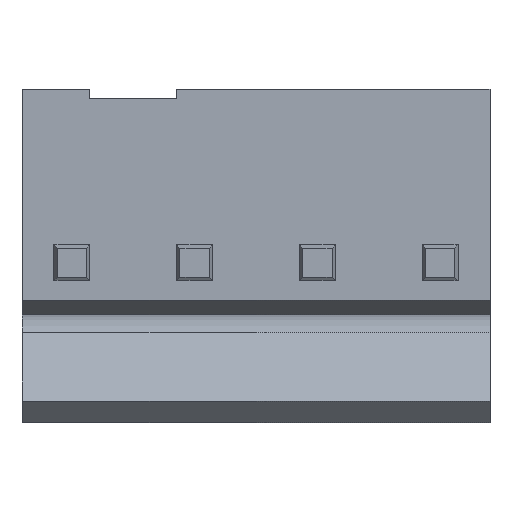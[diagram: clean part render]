
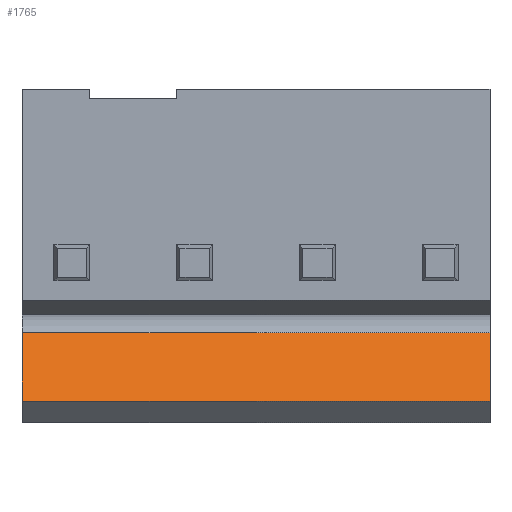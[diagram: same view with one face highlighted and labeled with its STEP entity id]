
A CAD part, top view. The second image highlights one B-rep face of the part: STEP entity #1765.
In plain terms, the highlighted planar face has unit normal (0, 0.706, 0.709).
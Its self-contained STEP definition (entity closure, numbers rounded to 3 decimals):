
#44 = PLANE('',#45);
#45 = AXIS2_PLACEMENT_3D('',#46,#47,#48);
#46 = CARTESIAN_POINT('',(13.48,-1.152,4.474));
#47 = DIRECTION('',(1.,0.,-0.));
#48 = DIRECTION('',(-0.,0.,-1.));
#316 = VERTEX_POINT('',#317);
#317 = CARTESIAN_POINT('',(13.48,-2.25,10.06));
#332 = CYLINDRICAL_SURFACE('',#333,1.996);
#333 = AXIS2_PLACEMENT_3D('',#334,#335,#336);
#334 = CARTESIAN_POINT('',(13.48,-3.656,8.643));
#335 = DIRECTION('',(1.,0.,0.));
#336 = DIRECTION('',(0.,0.82,-0.573));
#344 = EDGE_CURVE('',#316,#345,#347,.T.);
#345 = VERTEX_POINT('',#346);
#346 = CARTESIAN_POINT('',(13.48,-4.46,12.26));
#347 = SURFACE_CURVE('',#348,(#352,#359),.PCURVE_S1.);
#348 = LINE('',#349,#350);
#349 = CARTESIAN_POINT('',(13.48,-2.25,10.06));
#350 = VECTOR('',#351,1.);
#351 = DIRECTION('',(0.,-0.709,0.706)
);
#352 = PCURVE('',#44,#353);
#353 = DEFINITIONAL_REPRESENTATION('',(#354),#358);
#354 = LINE('',#355,#356);
#355 = CARTESIAN_POINT('',(-5.586,-1.098));
#356 = VECTOR('',#357,1.);
#357 = DIRECTION('',(-0.706,-0.709));
#358 = ( GEOMETRIC_REPRESENTATION_CONTEXT(2)
PARAMETRIC_REPRESENTATION_CONTEXT() REPRESENTATION_CONTEXT('2D SPACE',''
) );
#359 = PCURVE('',#360,#365);
#360 = PLANE('',#361);
#361 = AXIS2_PLACEMENT_3D('',#362,#363,#364);
#362 = CARTESIAN_POINT('',(13.48,-2.25,10.06));
#363 = DIRECTION('',(0.,0.706,0.709));
#364 = DIRECTION('',(0.,-0.709,0.706)
);
#365 = DEFINITIONAL_REPRESENTATION('',(#366),#370);
#366 = LINE('',#367,#368);
#367 = CARTESIAN_POINT('',(0.,0.));
#368 = VECTOR('',#369,1.);
#369 = DIRECTION('',(1.,0.));
#370 = ( GEOMETRIC_REPRESENTATION_CONTEXT(2)
PARAMETRIC_REPRESENTATION_CONTEXT() REPRESENTATION_CONTEXT('2D SPACE',''
) );
#388 = PLANE('',#389);
#389 = AXIS2_PLACEMENT_3D('',#390,#391,#392);
#390 = CARTESIAN_POINT('',(13.48,-4.46,12.26));
#391 = DIRECTION('',(0.,-0.712,0.702)
);
#392 = DIRECTION('',(0.,-0.702,-0.712
));
#836 = PLANE('',#837);
#837 = AXIS2_PLACEMENT_3D('',#838,#839,#840);
#838 = CARTESIAN_POINT('',(-1.6,-1.152,4.474));
#839 = DIRECTION('',(1.,0.,-0.));
#840 = DIRECTION('',(-0.,0.,-1.));
#1721 = VERTEX_POINT('',#1722);
#1722 = CARTESIAN_POINT('',(-1.6,-2.25,10.06));
#1744 = EDGE_CURVE('',#316,#1721,#1745,.T.);
#1745 = SURFACE_CURVE('',#1746,(#1750,#1757),.PCURVE_S1.);
#1746 = LINE('',#1747,#1748);
#1747 = CARTESIAN_POINT('',(13.48,-2.25,10.06));
#1748 = VECTOR('',#1749,1.);
#1749 = DIRECTION('',(-1.,0.,0.));
#1750 = PCURVE('',#332,#1751);
#1751 = DEFINITIONAL_REPRESENTATION('',(#1752),#1756);
#1752 = LINE('',#1753,#1754);
#1753 = CARTESIAN_POINT('',(1.399,0.));
#1754 = VECTOR('',#1755,1.);
#1755 = DIRECTION('',(0.,-1.));
#1756 = ( GEOMETRIC_REPRESENTATION_CONTEXT(2)
PARAMETRIC_REPRESENTATION_CONTEXT() REPRESENTATION_CONTEXT('2D SPACE',''
) );
#1757 = PCURVE('',#360,#1758);
#1758 = DEFINITIONAL_REPRESENTATION('',(#1759),#1763);
#1759 = LINE('',#1760,#1761);
#1760 = CARTESIAN_POINT('',(0.,0.));
#1761 = VECTOR('',#1762,1.);
#1762 = DIRECTION('',(0.,-1.));
#1763 = ( GEOMETRIC_REPRESENTATION_CONTEXT(2)
PARAMETRIC_REPRESENTATION_CONTEXT() REPRESENTATION_CONTEXT('2D SPACE',''
) );
#1765 = ADVANCED_FACE('',(#1766),#360,.T.);
#1766 = FACE_BOUND('',#1767,.T.);
#1767 = EDGE_LOOP('',(#1768,#1769,#1792,#1813));
#1768 = ORIENTED_EDGE('',*,*,#1744,.T.);
#1769 = ORIENTED_EDGE('',*,*,#1770,.T.);
#1770 = EDGE_CURVE('',#1721,#1771,#1773,.T.);
#1771 = VERTEX_POINT('',#1772);
#1772 = CARTESIAN_POINT('',(-1.6,-4.46,12.26));
#1773 = SURFACE_CURVE('',#1774,(#1778,#1785),.PCURVE_S1.);
#1774 = LINE('',#1775,#1776);
#1775 = CARTESIAN_POINT('',(-1.6,-2.25,10.06));
#1776 = VECTOR('',#1777,1.);
#1777 = DIRECTION('',(0.,-0.709,0.706
));
#1778 = PCURVE('',#360,#1779);
#1779 = DEFINITIONAL_REPRESENTATION('',(#1780),#1784);
#1780 = LINE('',#1781,#1782);
#1781 = CARTESIAN_POINT('',(0.,-15.08));
#1782 = VECTOR('',#1783,1.);
#1783 = DIRECTION('',(1.,0.));
#1784 = ( GEOMETRIC_REPRESENTATION_CONTEXT(2)
PARAMETRIC_REPRESENTATION_CONTEXT() REPRESENTATION_CONTEXT('2D SPACE',''
) );
#1785 = PCURVE('',#836,#1786);
#1786 = DEFINITIONAL_REPRESENTATION('',(#1787),#1791);
#1787 = LINE('',#1788,#1789);
#1788 = CARTESIAN_POINT('',(-5.586,-1.098));
#1789 = VECTOR('',#1790,1.);
#1790 = DIRECTION('',(-0.706,-0.709));
#1791 = ( GEOMETRIC_REPRESENTATION_CONTEXT(2)
PARAMETRIC_REPRESENTATION_CONTEXT() REPRESENTATION_CONTEXT('2D SPACE',''
) );
#1792 = ORIENTED_EDGE('',*,*,#1793,.F.);
#1793 = EDGE_CURVE('',#345,#1771,#1794,.T.);
#1794 = SURFACE_CURVE('',#1795,(#1799,#1806),.PCURVE_S1.);
#1795 = LINE('',#1796,#1797);
#1796 = CARTESIAN_POINT('',(13.48,-4.46,12.26));
#1797 = VECTOR('',#1798,1.);
#1798 = DIRECTION('',(-1.,0.,0.));
#1799 = PCURVE('',#360,#1800);
#1800 = DEFINITIONAL_REPRESENTATION('',(#1801),#1805);
#1801 = LINE('',#1802,#1803);
#1802 = CARTESIAN_POINT('',(3.118,0.));
#1803 = VECTOR('',#1804,1.);
#1804 = DIRECTION('',(0.,-1.));
#1805 = ( GEOMETRIC_REPRESENTATION_CONTEXT(2)
PARAMETRIC_REPRESENTATION_CONTEXT() REPRESENTATION_CONTEXT('2D SPACE',''
) );
#1806 = PCURVE('',#388,#1807);
#1807 = DEFINITIONAL_REPRESENTATION('',(#1808),#1812);
#1808 = LINE('',#1809,#1810);
#1809 = CARTESIAN_POINT('',(0.,0.));
#1810 = VECTOR('',#1811,1.);
#1811 = DIRECTION('',(0.,-1.));
#1812 = ( GEOMETRIC_REPRESENTATION_CONTEXT(2)
PARAMETRIC_REPRESENTATION_CONTEXT() REPRESENTATION_CONTEXT('2D SPACE',''
) );
#1813 = ORIENTED_EDGE('',*,*,#344,.F.);
